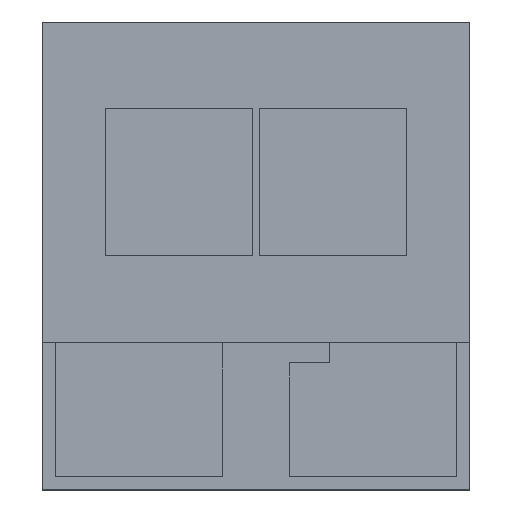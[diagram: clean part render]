
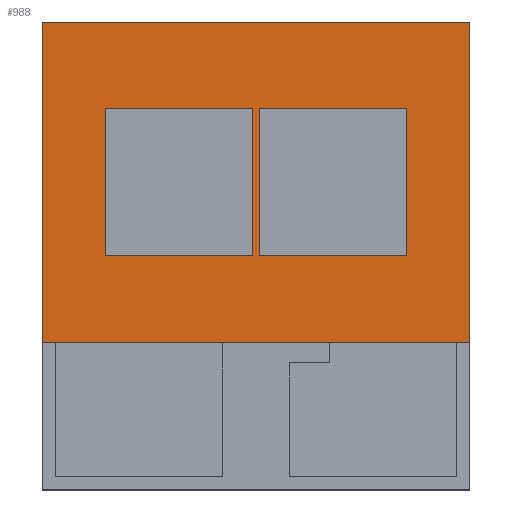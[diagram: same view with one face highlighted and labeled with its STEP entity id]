
A CAD part, top view. The second image highlights one B-rep face of the part: STEP entity #988.
In plain terms, the highlighted planar face has unit normal (0, 0, 1).
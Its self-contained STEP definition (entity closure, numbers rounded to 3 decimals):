
#11 = DIRECTION ( 'NONE',  ( 0., 0., -1. ) ) ;
#12 = EDGE_LOOP ( 'NONE', ( #752, #1355, #821, #629 ) ) ;
#28 = EDGE_CURVE ( 'NONE', #953, #1406, #95, .T. ) ;
#36 = FACE_BOUND ( 'NONE', #1400, .T. ) ;
#51 = VECTOR ( 'NONE', #1461, 1000. ) ;
#57 = LINE ( 'NONE', #520, #1128 ) ;
#71 = EDGE_CURVE ( 'NONE', #418, #229, #1474, .T. ) ;
#92 = VECTOR ( 'NONE', #834, 1000. ) ;
#95 = LINE ( 'NONE', #542, #1312 ) ;
#96 = VECTOR ( 'NONE', #1065, 1000. ) ;
#97 = VECTOR ( 'NONE', #230, 1000. ) ;
#106 = CARTESIAN_POINT ( 'NONE',  ( -1.6, -1.2, 0. ) ) ;
#114 = CARTESIAN_POINT ( 'NONE',  ( 0.025, -0.55, 0. ) ) ;
#115 = CARTESIAN_POINT ( 'NONE',  ( -1.125, 0.55, 0. ) ) ;
#121 = ORIENTED_EDGE ( 'NONE', *, *, #575, .F. ) ;
#151 = CARTESIAN_POINT ( 'NONE',  ( 0., 0., 0. ) ) ;
#155 = EDGE_CURVE ( 'NONE', #416, #1290, #227, .T. ) ;
#167 = VERTEX_POINT ( 'NONE', #106 ) ;
#227 = LINE ( 'NONE', #1012, #646 ) ;
#229 = VERTEX_POINT ( 'NONE', #114 ) ;
#230 = DIRECTION ( 'NONE',  ( 0., 1., 0. ) ) ;
#233 = AXIS2_PLACEMENT_3D ( 'NONE', #151, #11, #361 ) ;
#240 = VECTOR ( 'NONE', #909, 1000. ) ;
#245 = EDGE_CURVE ( 'NONE', #1290, #317, #1028, .T. ) ;
#255 = CARTESIAN_POINT ( 'NONE',  ( -1.6, 1.2, 0. ) ) ;
#273 = FACE_OUTER_BOUND ( 'NONE', #1408, .T. ) ;
#279 = ORIENTED_EDGE ( 'NONE', *, *, #245, .T. ) ;
#292 = LINE ( 'NONE', #513, #51 ) ;
#317 = VERTEX_POINT ( 'NONE', #255 ) ;
#331 = EDGE_CURVE ( 'NONE', #317, #167, #472, .T. ) ;
#361 = DIRECTION ( 'NONE',  ( -1., 0., 0. ) ) ;
#363 = LINE ( 'NONE', #115, #92 ) ;
#373 = CARTESIAN_POINT ( 'NONE',  ( -1.6, 1.2, 0. ) ) ;
#375 = ORIENTED_EDGE ( 'NONE', *, *, #1291, .F. ) ;
#381 = VERTEX_POINT ( 'NONE', #704 ) ;
#395 = CARTESIAN_POINT ( 'NONE',  ( 0.025, -0.55, 0. ) ) ;
#409 = VERTEX_POINT ( 'NONE', #531 ) ;
#416 = VERTEX_POINT ( 'NONE', #965 ) ;
#418 = VERTEX_POINT ( 'NONE', #974 ) ;
#451 = DIRECTION ( 'NONE',  ( 1., 0., 0. ) ) ;
#460 = CARTESIAN_POINT ( 'NONE',  ( -1.125, 0.55, 0. ) ) ;
#472 = LINE ( 'NONE', #1041, #1213 ) ;
#495 = FACE_BOUND ( 'NONE', #12, .T. ) ;
#513 = CARTESIAN_POINT ( 'NONE',  ( 0.025, 0.55, 0. ) ) ;
#520 = CARTESIAN_POINT ( 'NONE',  ( -1.125, -0.55, 0. ) ) ;
#531 = CARTESIAN_POINT ( 'NONE',  ( 1.125, 0.55, 0. ) ) ;
#538 = ORIENTED_EDGE ( 'NONE', *, *, #155, .T. ) ;
#542 = CARTESIAN_POINT ( 'NONE',  ( -0.025, 0.55, 0. ) ) ;
#575 = EDGE_CURVE ( 'NONE', #1380, #953, #57, .T. ) ;
#629 = ORIENTED_EDGE ( 'NONE', *, *, #71, .F. ) ;
#645 = EDGE_CURVE ( 'NONE', #409, #418, #292, .T. ) ;
#646 = VECTOR ( 'NONE', #895, 1000. ) ;
#652 = CARTESIAN_POINT ( 'NONE',  ( -1.125, 0.55, 0. ) ) ;
#654 = DIRECTION ( 'NONE',  ( 1., 0., 0. ) ) ;
#704 = CARTESIAN_POINT ( 'NONE',  ( 1.125, -0.55, 0. ) ) ;
#748 = EDGE_CURVE ( 'NONE', #381, #409, #1471, .T. ) ;
#752 = ORIENTED_EDGE ( 'NONE', *, *, #645, .F. ) ;
#775 = ORIENTED_EDGE ( 'NONE', *, *, #1189, .F. ) ;
#806 = PLANE ( 'NONE',  #233 ) ;
#821 = ORIENTED_EDGE ( 'NONE', *, *, #1347, .F. ) ;
#832 = ORIENTED_EDGE ( 'NONE', *, *, #331, .T. ) ;
#834 = DIRECTION ( 'NONE',  ( -1., 0., 0. ) ) ;
#854 = EDGE_CURVE ( 'NONE', #167, #416, #1011, .T. ) ;
#873 = VERTEX_POINT ( 'NONE', #460 ) ;
#881 = CARTESIAN_POINT ( 'NONE',  ( -0.025, 0.55, 0. ) ) ;
#895 = DIRECTION ( 'NONE',  ( 0., 1., 0. ) ) ;
#909 = DIRECTION ( 'NONE',  ( 0., -1., 0. ) ) ;
#953 = VERTEX_POINT ( 'NONE', #1168 ) ;
#965 = CARTESIAN_POINT ( 'NONE',  ( 1.6, -1.2, 0. ) ) ;
#974 = CARTESIAN_POINT ( 'NONE',  ( 0.025, 0.55, 0. ) ) ;
#988 = ADVANCED_FACE ( 'NONE', ( #36, #495, #273 ), #806, .F. ) ;
#1008 = DIRECTION ( 'NONE',  ( 0., -1., 0. ) ) ;
#1011 = LINE ( 'NONE', #1478, #1274 ) ;
#1012 = CARTESIAN_POINT ( 'NONE',  ( 1.6, 1.2, 0. ) ) ;
#1013 = LINE ( 'NONE', #652, #1117 ) ;
#1028 = LINE ( 'NONE', #373, #96 ) ;
#1041 = CARTESIAN_POINT ( 'NONE',  ( -1.6, -1.2, 0. ) ) ;
#1065 = DIRECTION ( 'NONE',  ( -1., 0., 0. ) ) ;
#1075 = CARTESIAN_POINT ( 'NONE',  ( 1.6, 1.2, 0. ) ) ;
#1080 = ORIENTED_EDGE ( 'NONE', *, *, #28, .F. ) ;
#1117 = VECTOR ( 'NONE', #1008, 1000. ) ;
#1123 = DIRECTION ( 'NONE',  ( 0., 1., 0. ) ) ;
#1127 = CARTESIAN_POINT ( 'NONE',  ( 1.125, 0.55, 0. ) ) ;
#1128 = VECTOR ( 'NONE', #654, 1000. ) ;
#1141 = VECTOR ( 'NONE', #1190, 1000. ) ;
#1168 = CARTESIAN_POINT ( 'NONE',  ( -0.025, -0.55, 0. ) ) ;
#1189 = EDGE_CURVE ( 'NONE', #873, #1380, #1013, .T. ) ;
#1190 = DIRECTION ( 'NONE',  ( 1., 0., 0. ) ) ;
#1213 = VECTOR ( 'NONE', #1378, 1000. ) ;
#1254 = CARTESIAN_POINT ( 'NONE',  ( -1.125, -0.55, 0. ) ) ;
#1274 = VECTOR ( 'NONE', #451, 1000. ) ;
#1279 = ORIENTED_EDGE ( 'NONE', *, *, #854, .T. ) ;
#1290 = VERTEX_POINT ( 'NONE', #1075 ) ;
#1291 = EDGE_CURVE ( 'NONE', #1406, #873, #363, .T. ) ;
#1312 = VECTOR ( 'NONE', #1123, 1000. ) ;
#1345 = CARTESIAN_POINT ( 'NONE',  ( 0.025, 0.55, 0. ) ) ;
#1347 = EDGE_CURVE ( 'NONE', #229, #381, #1417, .T. ) ;
#1355 = ORIENTED_EDGE ( 'NONE', *, *, #748, .F. ) ;
#1378 = DIRECTION ( 'NONE',  ( 0., -1., 0. ) ) ;
#1380 = VERTEX_POINT ( 'NONE', #1254 ) ;
#1400 = EDGE_LOOP ( 'NONE', ( #121, #775, #375, #1080 ) ) ;
#1406 = VERTEX_POINT ( 'NONE', #881 ) ;
#1408 = EDGE_LOOP ( 'NONE', ( #832, #1279, #538, #279 ) ) ;
#1417 = LINE ( 'NONE', #395, #1141 ) ;
#1461 = DIRECTION ( 'NONE',  ( -1., 0., 0. ) ) ;
#1471 = LINE ( 'NONE', #1127, #97 ) ;
#1474 = LINE ( 'NONE', #1345, #240 ) ;
#1478 = CARTESIAN_POINT ( 'NONE',  ( 1.6, -1.2, 0. ) ) ;
